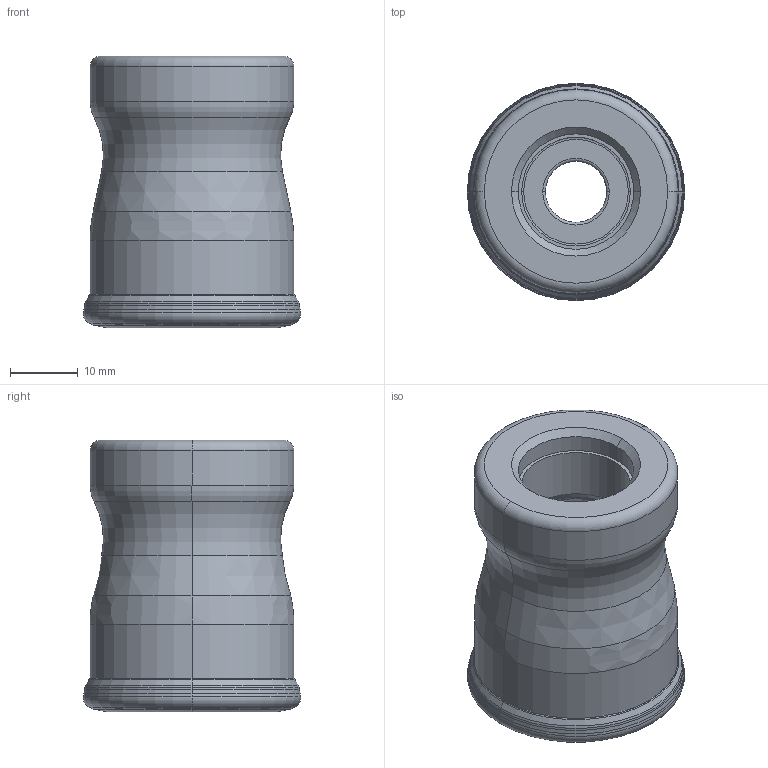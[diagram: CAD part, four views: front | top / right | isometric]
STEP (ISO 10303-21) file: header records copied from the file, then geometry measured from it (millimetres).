
FILE_DESCRIPTION(/* description */ (''),/* implementation_level */ '2;1');
FILE_NAME(/* name */ 'AJX06-032A05R_MR1_5.stp',/* time_stamp */ '2022-03-28T16:56:36+09:00',/* author */ (''),/* organization */ (''),/* preprocessor_version */ 'ST-DEVELOPER v16',/* originating_system */ 'SIEMENS PLM Software NX 10.0',/* authorisation */ '');
FILE_SCHEMA (('AUTOMOTIVE_DESIGN { 1 0 10303 214 3 1 1 1 }'));
Length unit declared in the file: millimetre
Products named in the file (1): AJX06-032A05R_MR1_5_ASM
Bounding box: 32 x 32 x 40 mm (x, y, z)
Volume: 22084.5 mm3; surface area: 8232.1 mm2
Topology: 2 solids, 2 shells, 122 faces, 274 edges, 191 vertices
Faces by surface type: revolution 46, cone 26, torus 26, cylinder 16, plane 6, bspline 2
Entity records: 4229 total; most frequent: CARTESIAN_POINT 1416, DIRECTION 577, ORIENTED_EDGE 488, EDGE_CURVE 244, AXIS2_PLACEMENT_3D 243, CIRCLE 158, EDGE_LOOP 128, VERTEX_POINT 128
